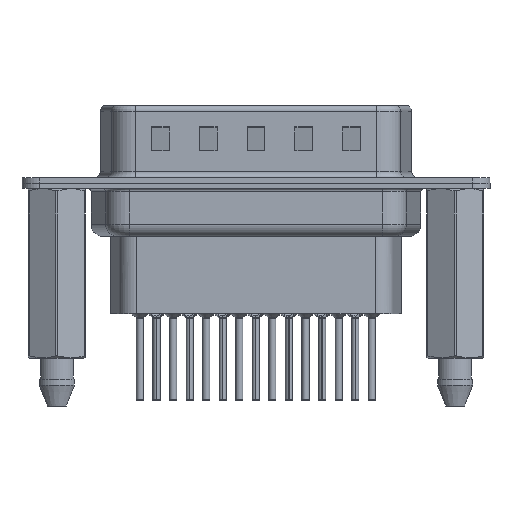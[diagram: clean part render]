
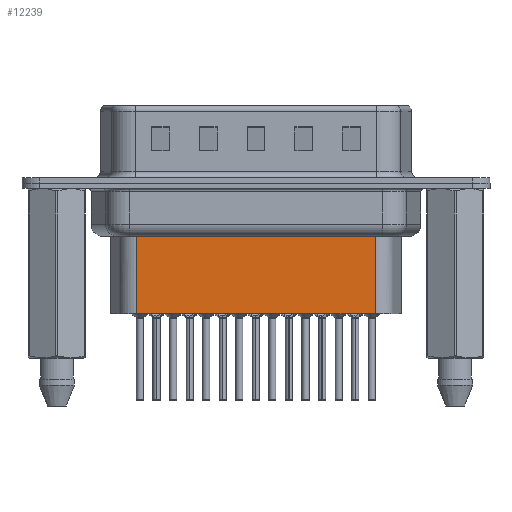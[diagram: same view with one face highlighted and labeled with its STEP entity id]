
A CAD part, front view. The second image highlights one B-rep face of the part: STEP entity #12239.
In plain terms, the highlighted planar face has unit normal (0, -1, 0).
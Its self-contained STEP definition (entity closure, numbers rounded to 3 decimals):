
#1887 = LINE ( 'NONE', #3715, #23927 ) ;
#2187 = DIRECTION ( 'NONE',  ( -1., 0., 0. ) ) ;
#2408 = PLANE ( 'NONE',  #13660 ) ;
#2952 = ORIENTED_EDGE ( 'NONE', *, *, #22914, .T. ) ;
#3574 = ORIENTED_EDGE ( 'NONE', *, *, #21733, .F. ) ;
#3715 = CARTESIAN_POINT ( 'NONE',  ( 6.681, -3.5, -3.1 ) ) ;
#4074 = DIRECTION ( 'NONE',  ( 0., 0., -1. ) ) ;
#4551 = CARTESIAN_POINT ( 'NONE',  ( 6.681, -3.5, -10.95 ) ) ;
#5435 = CARTESIAN_POINT ( 'NONE',  ( 26.619, -3.5, -3.1 ) ) ;
#7147 = EDGE_LOOP ( 'NONE', ( #8906, #11199, #2952, #3574 ) ) ;
#8216 = VECTOR ( 'NONE', #12852, 1000. ) ;
#8312 = LINE ( 'NONE', #15581, #14157 ) ;
#8906 = ORIENTED_EDGE ( 'NONE', *, *, #11902, .F. ) ;
#9830 = LINE ( 'NONE', #17355, #10206 ) ;
#10206 = VECTOR ( 'NONE', #2187, 1000. ) ;
#10916 = CARTESIAN_POINT ( 'NONE',  ( 26.619, -3.5, -10.95 ) ) ;
#11199 = ORIENTED_EDGE ( 'NONE', *, *, #13293, .T. ) ;
#11672 = VERTEX_POINT ( 'NONE', #19679 ) ;
#11902 = EDGE_CURVE ( 'NONE', #11672, #14924, #14664, .T. ) ;
#12239 = ADVANCED_FACE ( 'NONE', ( #15502 ), #2408, .T. ) ;
#12852 = DIRECTION ( 'NONE',  ( 0., 0., -1. ) ) ;
#13293 = EDGE_CURVE ( 'NONE', #11672, #14438, #9830, .T. ) ;
#13573 = DIRECTION ( 'NONE',  ( 0., -1., 0. ) ) ;
#13660 = AXIS2_PLACEMENT_3D ( 'NONE', #18923, #13573, #19043 ) ;
#14157 = VECTOR ( 'NONE', #20969, 1000. ) ;
#14438 = VERTEX_POINT ( 'NONE', #23714 ) ;
#14664 = LINE ( 'NONE', #5435, #8216 ) ;
#14924 = VERTEX_POINT ( 'NONE', #10916 ) ;
#15300 = VERTEX_POINT ( 'NONE', #4551 ) ;
#15502 = FACE_OUTER_BOUND ( 'NONE', #7147, .T. ) ;
#15581 = CARTESIAN_POINT ( 'NONE',  ( 6.681, -3.5, -10.95 ) ) ;
#17355 = CARTESIAN_POINT ( 'NONE',  ( 6.434, -3.5, -4.097 ) ) ;
#18923 = CARTESIAN_POINT ( 'NONE',  ( 6.681, -3.5, -3.1 ) ) ;
#19043 = DIRECTION ( 'NONE',  ( 1., 0., 0. ) ) ;
#19679 = CARTESIAN_POINT ( 'NONE',  ( 26.619, -3.5, -4.097 ) ) ;
#20969 = DIRECTION ( 'NONE',  ( -1., 0., 0. ) ) ;
#21733 = EDGE_CURVE ( 'NONE', #14924, #15300, #8312, .T. ) ;
#22914 = EDGE_CURVE ( 'NONE', #14438, #15300, #1887, .T. ) ;
#23714 = CARTESIAN_POINT ( 'NONE',  ( 6.681, -3.5, -4.097 ) ) ;
#23927 = VECTOR ( 'NONE', #4074, 1000. ) ;
